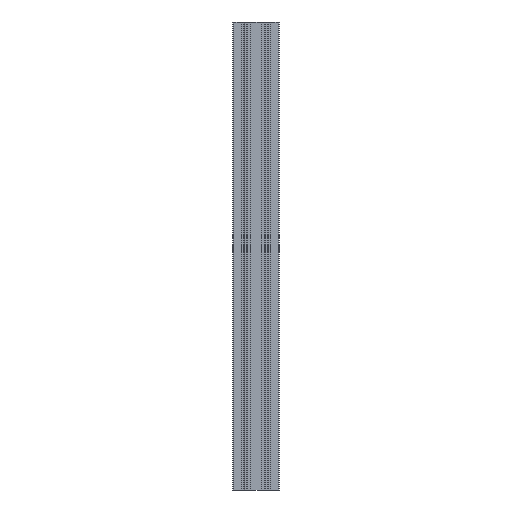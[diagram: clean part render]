
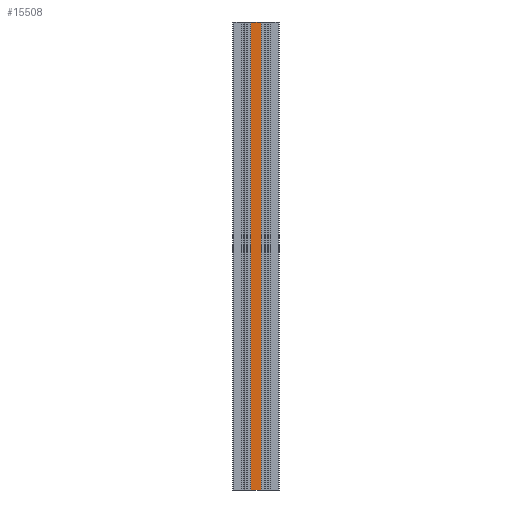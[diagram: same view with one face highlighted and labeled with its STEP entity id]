
A CAD part, front view. The second image highlights one B-rep face of the part: STEP entity #15508.
In plain terms, the highlighted planar face has unit normal (0, -1, 0).
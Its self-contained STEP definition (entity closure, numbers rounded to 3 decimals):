
#140 = PLANE ( 'NONE',  #8860 ) ;
#164 = CARTESIAN_POINT ( 'NONE',  ( -11.75, -24.75, 0. ) ) ;
#191 = CARTESIAN_POINT ( 'NONE',  ( 11.75, -24.75, -1000. ) ) ;
#389 = CARTESIAN_POINT ( 'NONE',  ( -11.75, -24.75, 0. ) ) ;
#782 = LINE ( 'NONE', #4264, #3347 ) ;
#1241 = EDGE_LOOP ( 'NONE', ( #10851, #7805, #5350, #7260 ) ) ;
#1468 = DIRECTION ( 'NONE',  ( 1., 0., 0. ) ) ;
#1488 = VERTEX_POINT ( 'NONE', #164 ) ;
#3347 = VECTOR ( 'NONE', #11708, 1000. ) ;
#3650 = VERTEX_POINT ( 'NONE', #10277 ) ;
#3660 = DIRECTION ( 'NONE',  ( 1., 0., 0. ) ) ;
#3786 = EDGE_CURVE ( 'NONE', #7703, #12078, #4699, .T. ) ;
#4044 = CARTESIAN_POINT ( 'NONE',  ( 11.75, -24.75, 0. ) ) ;
#4264 = CARTESIAN_POINT ( 'NONE',  ( -11.75, -24.75, -1000. ) ) ;
#4379 = CARTESIAN_POINT ( 'NONE',  ( 11.75, -24.75, -1000. ) ) ;
#4699 = LINE ( 'NONE', #191, #13031 ) ;
#5350 = ORIENTED_EDGE ( 'NONE', *, *, #15069, .T. ) ;
#5504 = FACE_OUTER_BOUND ( 'NONE', #1241, .T. ) ;
#5513 = EDGE_CURVE ( 'NONE', #1488, #12078, #7000, .T. ) ;
#7000 = LINE ( 'NONE', #389, #14746 ) ;
#7260 = ORIENTED_EDGE ( 'NONE', *, *, #3786, .T. ) ;
#7703 = VERTEX_POINT ( 'NONE', #4379 ) ;
#7805 = ORIENTED_EDGE ( 'NONE', *, *, #10030, .F. ) ;
#7918 = LINE ( 'NONE', #10397, #12076 ) ;
#8860 = AXIS2_PLACEMENT_3D ( 'NONE', #10042, #15458, #1468 ) ;
#9967 = DIRECTION ( 'NONE',  ( 0., 0., 1. ) ) ;
#10030 = EDGE_CURVE ( 'NONE', #3650, #1488, #7918, .T. ) ;
#10042 = CARTESIAN_POINT ( 'NONE',  ( -11.75, -24.75, -1000. ) ) ;
#10277 = CARTESIAN_POINT ( 'NONE',  ( -11.75, -24.75, -1000. ) ) ;
#10397 = CARTESIAN_POINT ( 'NONE',  ( -11.75, -24.75, -1000. ) ) ;
#10851 = ORIENTED_EDGE ( 'NONE', *, *, #5513, .F. ) ;
#11708 = DIRECTION ( 'NONE',  ( 1., 0., 0. ) ) ;
#12076 = VECTOR ( 'NONE', #9967, 1000. ) ;
#12078 = VERTEX_POINT ( 'NONE', #4044 ) ;
#13031 = VECTOR ( 'NONE', #14845, 1000. ) ;
#14746 = VECTOR ( 'NONE', #3660, 1000. ) ;
#14845 = DIRECTION ( 'NONE',  ( 0., 0., 1. ) ) ;
#15069 = EDGE_CURVE ( 'NONE', #3650, #7703, #782, .T. ) ;
#15458 = DIRECTION ( 'NONE',  ( 0., -1., 0. ) ) ;
#15508 = ADVANCED_FACE ( 'NONE', ( #5504 ), #140, .T. ) ;
